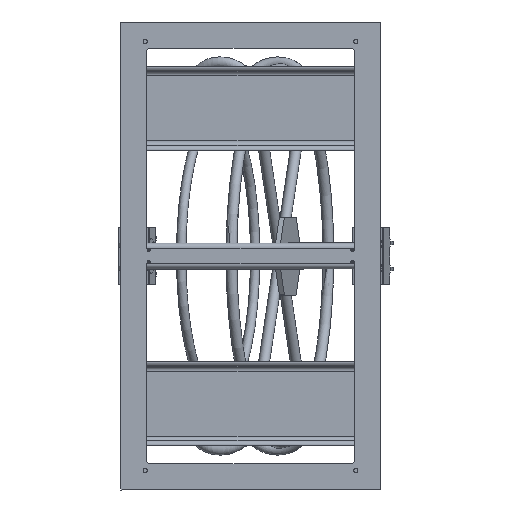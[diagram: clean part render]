
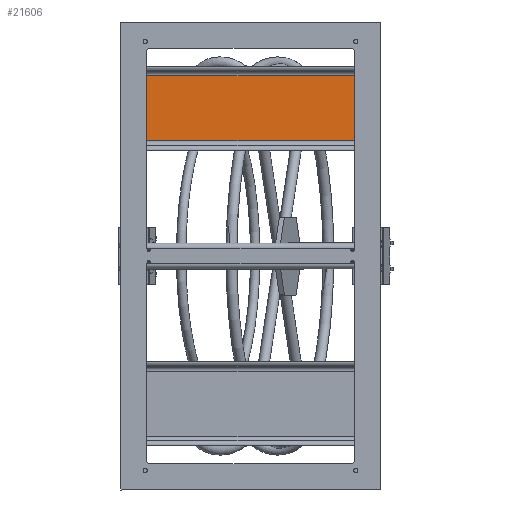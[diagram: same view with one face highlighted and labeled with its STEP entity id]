
A CAD part, front view. The second image highlights one B-rep face of the part: STEP entity #21606.
In plain terms, the highlighted planar face has unit normal (0, -1, 0).
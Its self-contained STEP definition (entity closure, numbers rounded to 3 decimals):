
#1891=LINE('',#36464,#3843);
#1996=LINE('',#36735,#3948);
#1997=LINE('',#36738,#3949);
#1998=LINE('',#36739,#3950);
#3843=VECTOR('',#26998,10.);
#3948=VECTOR('',#27229,10.);
#3949=VECTOR('',#27232,10.);
#3950=VECTOR('',#27233,10.);
#4986=PLANE('',#23068);
#7438=FACE_OUTER_BOUND('',#8654,.T.);
#8654=EDGE_LOOP('',(#18377,#18378,#18379,#18380));
#11063=VERTEX_POINT('',#36461);
#11064=VERTEX_POINT('',#36463);
#11139=VERTEX_POINT('',#36733);
#11140=VERTEX_POINT('',#36737);
#13599=EDGE_CURVE('',#11063,#11064,#1891,.T.);
#13723=EDGE_CURVE('',#11139,#11063,#1996,.T.);
#13724=EDGE_CURVE('',#11140,#11139,#1997,.T.);
#13725=EDGE_CURVE('',#11064,#11140,#1998,.T.);
#18377=ORIENTED_EDGE('',*,*,#13723,.F.);
#18378=ORIENTED_EDGE('',*,*,#13724,.F.);
#18379=ORIENTED_EDGE('',*,*,#13725,.F.);
#18380=ORIENTED_EDGE('',*,*,#13599,.F.);
#21606=ADVANCED_FACE('',(#7438),#4986,.T.);
#23068=AXIS2_PLACEMENT_3D('',#36736,#27230,#27231);
#26998=DIRECTION('',(0.,0.,-1.));
#27229=DIRECTION('',(1.,0.,0.));
#27230=DIRECTION('center_axis',(0.,-1.,0.));
#27231=DIRECTION('ref_axis',(0.,0.,
-1.));
#27232=DIRECTION('',(0.,0.,1.));
#27233=DIRECTION('',(-1.,0.,0.));
#36461=CARTESIAN_POINT('',(50.,136.,692.5));
#36463=CARTESIAN_POINT('',(50.,136.,442.5));
#36464=CARTESIAN_POINT('',(50.,136.,710.));
#36733=CARTESIAN_POINT('',(-950.,136.,692.5));
#36735=CARTESIAN_POINT('',(-450.,136.,692.5));
#36736=CARTESIAN_POINT('Origin',(-450.,136.,710.));
#36737=CARTESIAN_POINT('',(-950.,136.,442.5));
#36738=CARTESIAN_POINT('',(-950.,136.,710.));
#36739=CARTESIAN_POINT('',(-450.,136.,442.5));
